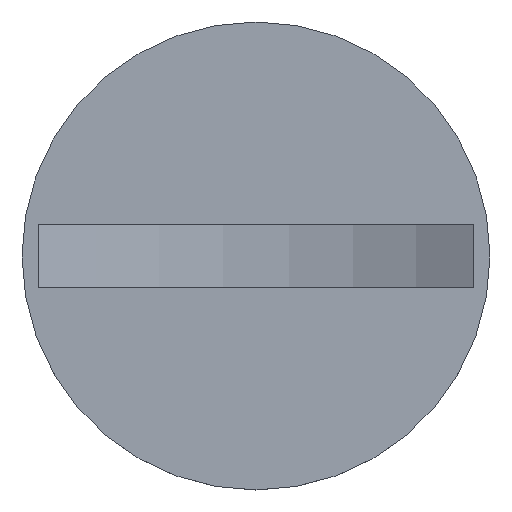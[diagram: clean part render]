
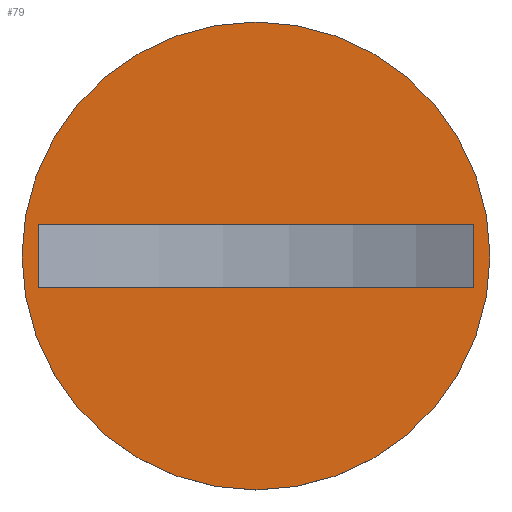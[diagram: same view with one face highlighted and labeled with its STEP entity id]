
A CAD part, top view. The second image highlights one B-rep face of the part: STEP entity #79.
In plain terms, the highlighted planar face has unit normal (0, 0, 1).
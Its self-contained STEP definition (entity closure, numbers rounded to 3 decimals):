
#79 = ADVANCED_FACE( '', ( #96, #97 ), #98, .T. );
#96 = FACE_BOUND( '', #122, .T. );
#97 = FACE_OUTER_BOUND( '', #123, .T. );
#98 = PLANE( '', #124 );
#122 = EDGE_LOOP( '', ( #160, #161, #162, #163 ) );
#123 = EDGE_LOOP( '', ( #164 ) );
#124 = AXIS2_PLACEMENT_3D( '', #165, #166, #167 );
#160 = ORIENTED_EDGE( '', *, *, #200, .T. );
#161 = ORIENTED_EDGE( '', *, *, #196, .T. );
#162 = ORIENTED_EDGE( '', *, *, #199, .F. );
#163 = ORIENTED_EDGE( '', *, *, #198, .F. );
#164 = ORIENTED_EDGE( '', *, *, #201, .T. );
#165 = CARTESIAN_POINT( '', ( 0., 0., 19. ) );
#166 = DIRECTION( '', ( 0., 0., 1. ) );
#167 = DIRECTION( '', ( 1., 0., 0. ) );
#196 = EDGE_CURVE( '', #213, #210, #214, .T. );
#198 = EDGE_CURVE( '', #215, #211, #217, .T. );
#199 = EDGE_CURVE( '', #211, #210, #218, .T. );
#200 = EDGE_CURVE( '', #215, #213, #219, .T. );
#201 = EDGE_CURVE( '', #220, #220, #221, .T. );
#210 = VERTEX_POINT( '', #232 );
#211 = VERTEX_POINT( '', #233 );
#213 = VERTEX_POINT( '', #235 );
#214 = LINE( '', #236, #237 );
#215 = VERTEX_POINT( '', #238 );
#217 = LINE( '', #240, #241 );
#218 = LINE( '', #242, #243 );
#219 = LINE( '', #244, #245 );
#220 = VERTEX_POINT( '', #246 );
#221 = CIRCLE( '', #247, 5.515 );
#232 = CARTESIAN_POINT( '', ( -5.123, 0.75, 19. ) );
#233 = CARTESIAN_POINT( '', ( 5.123, 0.75, 19. ) );
#235 = CARTESIAN_POINT( '', ( -5.123, -0.75, 19. ) );
#236 = CARTESIAN_POINT( '', ( -5.123, -0.75, 19. ) );
#237 = VECTOR( '', #264, 1000. );
#238 = CARTESIAN_POINT( '', ( 5.123, -0.75, 19. ) );
#240 = CARTESIAN_POINT( '', ( 5.123, -0.75, 19. ) );
#241 = VECTOR( '', #268, 1000. );
#242 = CARTESIAN_POINT( '', ( 5.123, 0.75, 19. ) );
#243 = VECTOR( '', #269, 1000. );
#244 = CARTESIAN_POINT( '', ( 5.123, -0.75, 19. ) );
#245 = VECTOR( '', #270, 1000. );
#246 = CARTESIAN_POINT( '', ( 5.515, 0., 19. ) );
#247 = AXIS2_PLACEMENT_3D( '', #271, #272, #273 );
#264 = DIRECTION( '', ( 0., 1., 0. ) );
#268 = DIRECTION( '', ( 0., 1., 0. ) );
#269 = DIRECTION( '', ( -1., 0., 0. ) );
#270 = DIRECTION( '', ( -1., 0., 0. ) );
#271 = CARTESIAN_POINT( '', ( 0., 0., 19. ) );
#272 = DIRECTION( '', ( 0., 0., 1. ) );
#273 = DIRECTION( '', ( 1., 0., 0. ) );
